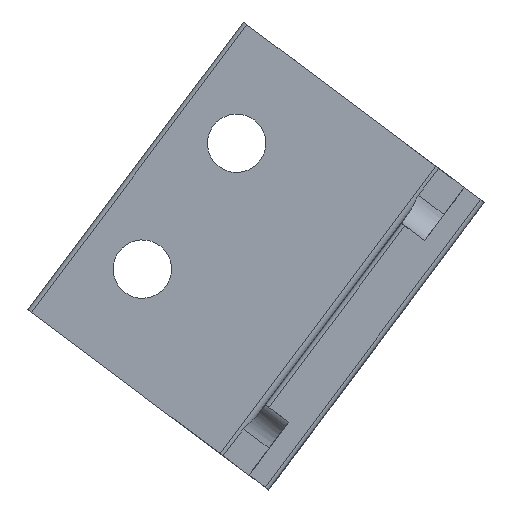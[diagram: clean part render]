
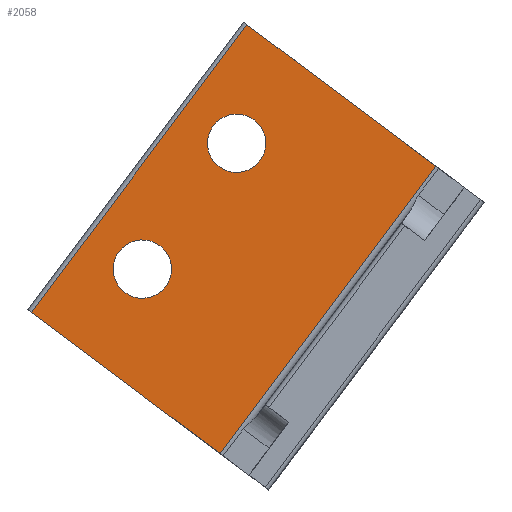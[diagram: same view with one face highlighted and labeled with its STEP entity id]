
A CAD part, left-side view. The second image highlights one B-rep face of the part: STEP entity #2058.
In plain terms, the highlighted face is planar.
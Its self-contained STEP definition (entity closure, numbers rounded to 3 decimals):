
#289=DIRECTION('',(0.,0.,1.));
#290=VECTOR('',#289,52.5);
#291=CARTESIAN_POINT('',(40.,-25.,13.5));
#292=LINE('',#291,#290);
#479=DIRECTION('',(0.,0.,-1.));
#480=VECTOR('',#479,52.5);
#481=CARTESIAN_POINT('',(-40.,-25.,66.));
#482=LINE('',#481,#480);
#786=DIRECTION('',(-1.,0.,0.));
#787=VECTOR('',#786,80.);
#788=CARTESIAN_POINT('',(40.,-25.,66.));
#789=LINE('',#788,#787);
#790=DIRECTION('',(-1.,0.,0.));
#791=VECTOR('',#790,80.);
#792=CARTESIAN_POINT('',(40.,-25.,13.5));
#793=LINE('',#792,#791);
#794=CARTESIAN_POINT('',(-17.5,-25.,52.));
#795=DIRECTION('',(0.,-1.,0.));
#796=DIRECTION('',(1.,0.,0.));
#797=AXIS2_PLACEMENT_3D('',#794,#795,#796);
#799=CARTESIAN_POINT('',(-17.5,-25.,52.));
#800=DIRECTION('',(0.,-1.,0.));
#801=DIRECTION('',(-1.,0.,0.));
#802=AXIS2_PLACEMENT_3D('',#799,#800,#801);
#804=CARTESIAN_POINT('',(17.5,-25.,52.));
#805=DIRECTION('',(0.,-1.,0.));
#806=DIRECTION('',(-1.,0.,0.));
#807=AXIS2_PLACEMENT_3D('',#804,#805,#806);
#809=CARTESIAN_POINT('',(17.5,-25.,52.));
#810=DIRECTION('',(0.,-1.,0.));
#811=DIRECTION('',(1.,0.,0.));
#812=AXIS2_PLACEMENT_3D('',#809,#810,#811);
#1234=CARTESIAN_POINT('',(40.,-25.,66.));
#1235=CARTESIAN_POINT('',(-40.,-25.,66.));
#1236=VERTEX_POINT('',#1234);
#1237=VERTEX_POINT('',#1235);
#1286=CARTESIAN_POINT('',(-11.,-25.,52.));
#1287=CARTESIAN_POINT('',(-24.,-25.,52.));
#1288=VERTEX_POINT('',#1286);
#1289=VERTEX_POINT('',#1287);
#1310=CARTESIAN_POINT('',(11.,-25.,52.));
#1311=CARTESIAN_POINT('',(24.,-25.,52.));
#1312=VERTEX_POINT('',#1310);
#1313=VERTEX_POINT('',#1311);
#1406=CARTESIAN_POINT('',(40.,-25.,13.5));
#1407=CARTESIAN_POINT('',(-40.,-25.,13.5));
#1408=VERTEX_POINT('',#1406);
#1409=VERTEX_POINT('',#1407);
#2034=CARTESIAN_POINT('',(0.,-25.,12.));
#2035=DIRECTION('',(0.,1.,0.));
#2036=DIRECTION('',(0.,0.,1.));
#2037=AXIS2_PLACEMENT_3D('',#2034,#2035,#2036);
#2038=PLANE('',#2037);
#2039=ORIENTED_EDGE('',*,*,#1626,.F.);
#2041=ORIENTED_EDGE('',*,*,#2040,.F.);
#2042=ORIENTED_EDGE('',*,*,#1494,.F.);
#2043=ORIENTED_EDGE('',*,*,#2023,.T.);
#2044=EDGE_LOOP('',(#2039,#2041,#2042,#2043));
#2045=FACE_OUTER_BOUND('',#2044,.F.);
#2047=ORIENTED_EDGE('',*,*,#2046,.T.);
#2049=ORIENTED_EDGE('',*,*,#2048,.T.);
#2050=EDGE_LOOP('',(#2047,#2049));
#2051=FACE_BOUND('',#2050,.F.);
#2053=ORIENTED_EDGE('',*,*,#2052,.T.);
#2055=ORIENTED_EDGE('',*,*,#2054,.T.);
#2056=EDGE_LOOP('',(#2053,#2055));
#2057=FACE_BOUND('',#2056,.F.);
#798=CIRCLE('',#797,6.5);
#803=CIRCLE('',#802,6.5);
#808=CIRCLE('',#807,6.5);
#813=CIRCLE('',#812,6.5);
#1494=EDGE_CURVE('',#1408,#1236,#292,.T.);
#1626=EDGE_CURVE('',#1237,#1409,#482,.T.);
#2023=EDGE_CURVE('',#1408,#1409,#793,.T.);
#2040=EDGE_CURVE('',#1236,#1237,#789,.T.);
#2046=EDGE_CURVE('',#1288,#1289,#798,.T.);
#2048=EDGE_CURVE('',#1289,#1288,#803,.T.);
#2052=EDGE_CURVE('',#1312,#1313,#808,.T.);
#2054=EDGE_CURVE('',#1313,#1312,#813,.T.);
#2058=ADVANCED_FACE('',(#2045,#2051,#2057),#2038,.F.);
